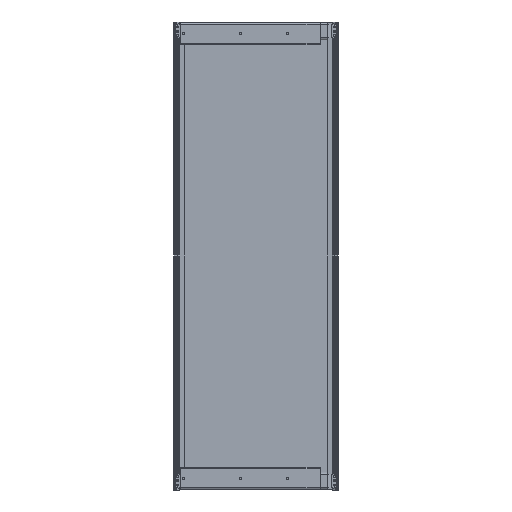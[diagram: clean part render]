
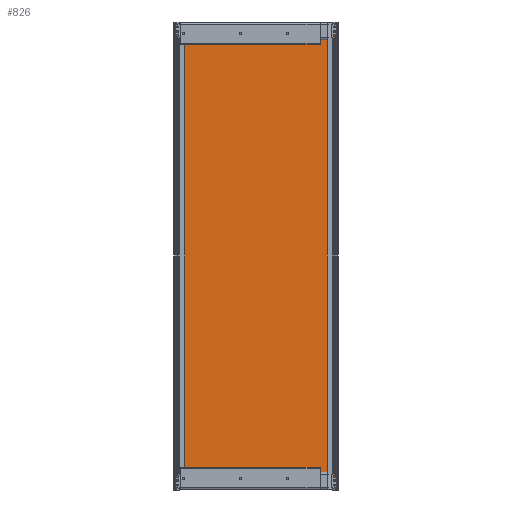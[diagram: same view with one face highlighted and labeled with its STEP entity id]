
A CAD part, front view. The second image highlights one B-rep face of the part: STEP entity #826.
In plain terms, the highlighted planar face has unit normal (0, -1, 0).
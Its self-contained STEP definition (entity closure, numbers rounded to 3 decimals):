
#826=ADVANCED_FACE('',(#1764),#1314,.F.);
#1314=PLANE('',#11501);
#1764=FACE_OUTER_BOUND('',#2352,.T.);
#2352=EDGE_LOOP('',(#4497,#4498,#4499,#4500));
#4497=ORIENTED_EDGE('',*,*,#7963,.T.);
#4498=ORIENTED_EDGE('',*,*,#7956,.F.);
#4499=ORIENTED_EDGE('',*,*,#7964,.F.);
#4500=ORIENTED_EDGE('',*,*,#7961,.T.);
#6678=VERTEX_POINT('',#16681);
#6680=VERTEX_POINT('',#16685);
#6683=VERTEX_POINT('',#16695);
#6684=VERTEX_POINT('',#16697);
#7956=EDGE_CURVE('',#6680,#6678,#9294,.T.);
#7961=EDGE_CURVE('',#6684,#6683,#9299,.T.);
#7963=EDGE_CURVE('',#6683,#6678,#9301,.T.);
#7964=EDGE_CURVE('',#6684,#6680,#9302,.T.);
#9294=LINE('',#16686,#10400);
#9299=LINE('',#16696,#10405);
#9301=LINE('',#16700,#10407);
#9302=LINE('',#16701,#10408);
#10400=VECTOR('',#13467,1.);
#10405=VECTOR('',#13476,1.);
#10407=VECTOR('',#13480,1.);
#10408=VECTOR('',#13481,1.);
#11501=AXIS2_PLACEMENT_3D('',#16702,#13482,#13483);
#13467=DIRECTION('',(-1.,0.,0.));
#13476=DIRECTION('',(-1.,0.,0.));
#13480=DIRECTION('',(0.,0.,-1.));
#13481=DIRECTION('',(0.,0.,-1.));
#13482=DIRECTION('',(0.,1.,0.));
#13483=DIRECTION('',(0.,0.,1.));
#16681=CARTESIAN_POINT('',(-29.,-1.8,0.));
#16685=CARTESIAN_POINT('',(321.,-1.8,0.));
#16686=CARTESIAN_POINT('',(291.,-1.8,0.));
#16695=CARTESIAN_POINT('',(-29.,-1.8,1000.));
#16696=CARTESIAN_POINT('',(291.,-1.8,1000.));
#16697=CARTESIAN_POINT('',(321.,-1.8,1000.));
#16700=CARTESIAN_POINT('',(-29.,-1.8,1000.));
#16701=CARTESIAN_POINT('',(321.,-1.8,1000.));
#16702=CARTESIAN_POINT('',(291.,-1.8,1000.));
